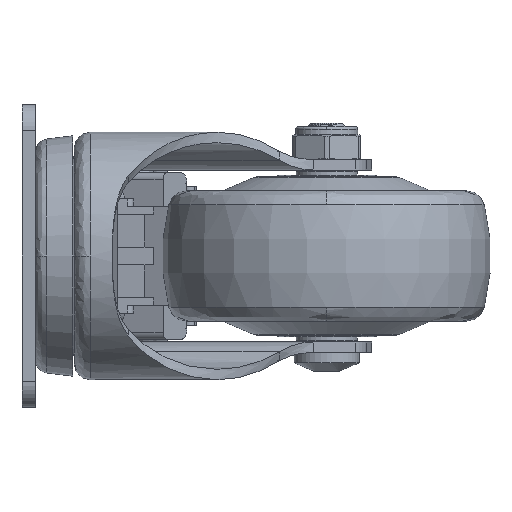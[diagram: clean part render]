
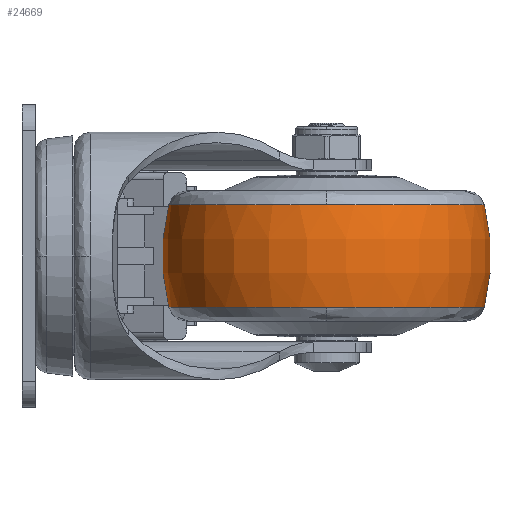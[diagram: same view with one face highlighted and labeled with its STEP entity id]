
A CAD part, left-side view. The second image highlights one B-rep face of the part: STEP entity #24669.
In plain terms, the highlighted toroidal (fillet/blend) face has major radius 8.5 mm and minor radius 40 mm.
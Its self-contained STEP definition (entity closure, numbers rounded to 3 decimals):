
#504 = DIRECTION ( 'NONE',  ( -1., 0., 0. ) ) ;
#1339 = DIRECTION ( 'NONE',  ( -1., 0., 0. ) ) ;
#1778 = CARTESIAN_POINT ( 'NONE',  ( -9.863, 0., -30.265 ) ) ;
#1862 = DIRECTION ( 'NONE',  ( 0., 0., -1. ) ) ;
#2299 = AXIS2_PLACEMENT_3D ( 'NONE', #3113, #4936, #4858 ) ;
#2898 = DIRECTION ( 'NONE',  ( 0., 0.998, -0.063 ) ) ;
#3101 = CARTESIAN_POINT ( 'NONE',  ( 9.863, 0., 30.265 ) ) ;
#3113 = CARTESIAN_POINT ( 'NONE',  ( 0., 0., -8.5 ) ) ;
#3855 = VERTEX_POINT ( 'NONE', #16627 ) ;
#4398 = CARTESIAN_POINT ( 'NONE',  ( 9.863, 0., 0. ) ) ;
#4497 = DIRECTION ( 'NONE',  ( 0., 0.998, -0.063 ) ) ;
#4858 = DIRECTION ( 'NONE',  ( 0., 0., 1. ) ) ;
#4936 = DIRECTION ( 'NONE',  ( 0., 1., 0. ) ) ;
#5117 = DIRECTION ( 'NONE',  ( 0., 0.998, -0.063 ) ) ;
#5331 = EDGE_CURVE ( 'NONE', #25345, #13401, #14977, .T. ) ;
#5979 = CIRCLE ( 'NONE', #23873, 30.265 ) ;
#7120 = FACE_OUTER_BOUND ( 'NONE', #13670, .T. ) ;
#7580 = VERTEX_POINT ( 'NONE', #25758 ) ;
#9768 = CARTESIAN_POINT ( 'NONE',  ( 9.863, 0., -30.265 ) ) ;
#10116 = ORIENTED_EDGE ( 'NONE', *, *, #5331, .T. ) ;
#10718 = DIRECTION ( 'NONE',  ( 0., -1., 0. ) ) ;
#11192 = CARTESIAN_POINT ( 'NONE',  ( 9.863, 0., 0. ) ) ;
#11648 = ORIENTED_EDGE ( 'NONE', *, *, #14928, .T. ) ;
#12676 = AXIS2_PLACEMENT_3D ( 'NONE', #16966, #19139, #5117 ) ;
#12712 = EDGE_CURVE ( 'NONE', #3855, #17209, #21631, .T. ) ;
#13062 = CIRCLE ( 'NONE', #17205, 30.265 ) ;
#13401 = VERTEX_POINT ( 'NONE', #9768 ) ;
#13670 = EDGE_LOOP ( 'NONE', ( #18419, #25272, #25323, #10116, #11648, #18757 ) ) ;
#14370 = EDGE_CURVE ( 'NONE', #7580, #17407, #5979, .T. ) ;
#14928 = EDGE_CURVE ( 'NONE', #13401, #7580, #15048, .T. ) ;
#14977 = CIRCLE ( 'NONE', #16201, 40. ) ;
#15048 = CIRCLE ( 'NONE', #16905, 30.265 ) ;
#16201 = AXIS2_PLACEMENT_3D ( 'NONE', #16528, #10718, #24625 ) ;
#16528 = CARTESIAN_POINT ( 'NONE',  ( 0., 0., 8.5 ) ) ;
#16627 = CARTESIAN_POINT ( 'NONE',  ( -9.863, 0., 30.265 ) ) ;
#16905 = AXIS2_PLACEMENT_3D ( 'NONE', #4398, #504, #4497 ) ;
#16966 = CARTESIAN_POINT ( 'NONE',  ( -9.863, 0., 0. ) ) ;
#17205 = AXIS2_PLACEMENT_3D ( 'NONE', #19121, #23370, #19809 ) ;
#17209 = VERTEX_POINT ( 'NONE', #24223 ) ;
#17407 = VERTEX_POINT ( 'NONE', #3101 ) ;
#17490 = CIRCLE ( 'NONE', #2299, 40. ) ;
#17628 = CARTESIAN_POINT ( 'NONE',  ( 0., 0., 0. ) ) ;
#17691 = AXIS2_PLACEMENT_3D ( 'NONE', #17628, #23548, #1862 ) ;
#18419 = ORIENTED_EDGE ( 'NONE', *, *, #18752, .F. ) ;
#18752 = EDGE_CURVE ( 'NONE', #3855, #17407, #17490, .T. ) ;
#18757 = ORIENTED_EDGE ( 'NONE', *, *, #14370, .T. ) ;
#19121 = CARTESIAN_POINT ( 'NONE',  ( -9.863, 0., 0. ) ) ;
#19139 = DIRECTION ( 'NONE',  ( 1., 0., 0. ) ) ;
#19809 = DIRECTION ( 'NONE',  ( 0., 0.998, -0.063 ) ) ;
#21631 = CIRCLE ( 'NONE', #12676, 30.265 ) ;
#22067 = TOROIDAL_SURFACE ( 'NONE', #17691, -8.5, 40. ) ;
#23370 = DIRECTION ( 'NONE',  ( 1., 0., 0. ) ) ;
#23548 = DIRECTION ( 'NONE',  ( 1., 0., 0. ) ) ;
#23873 = AXIS2_PLACEMENT_3D ( 'NONE', #11192, #1339, #2898 ) ;
#24223 = CARTESIAN_POINT ( 'NONE',  ( -9.863, -30.265, 0. ) ) ;
#24573 = EDGE_CURVE ( 'NONE', #17209, #25345, #13062, .T. ) ;
#24625 = DIRECTION ( 'NONE',  ( 0., 0., -1. ) ) ;
#24669 = ADVANCED_FACE ( 'NONE', ( #7120 ), #22067, .T. ) ;
#25272 = ORIENTED_EDGE ( 'NONE', *, *, #12712, .T. ) ;
#25323 = ORIENTED_EDGE ( 'NONE', *, *, #24573, .T. ) ;
#25345 = VERTEX_POINT ( 'NONE', #1778 ) ;
#25758 = CARTESIAN_POINT ( 'NONE',  ( 9.863, -30.265, 0. ) ) ;
